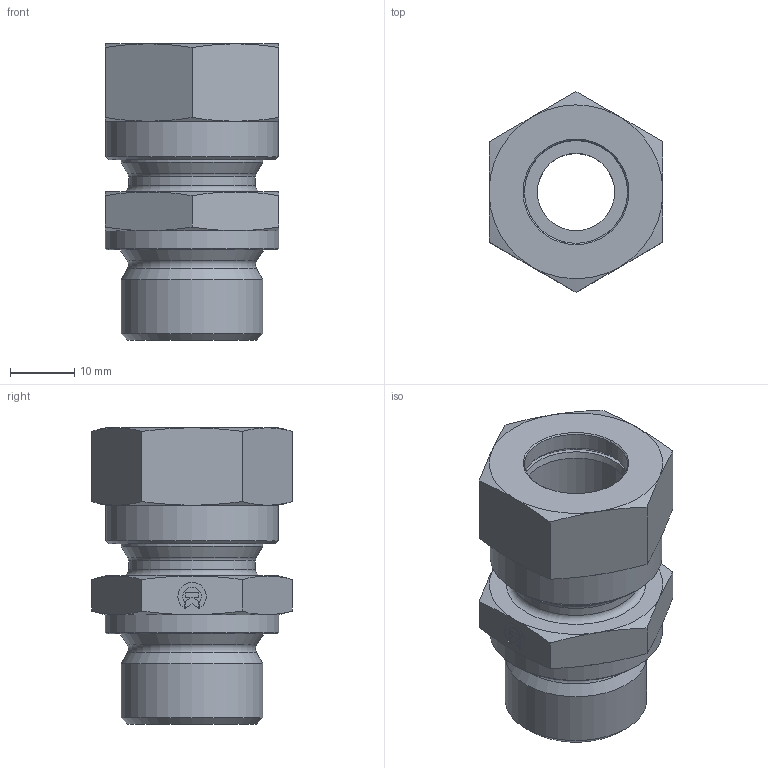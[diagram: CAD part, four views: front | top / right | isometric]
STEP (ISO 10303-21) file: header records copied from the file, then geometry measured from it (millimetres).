
FILE_DESCRIPTION((''),'2;1');
FILE_NAME('025162222.stp','2014-07-28T12:04:00',(''),('KNOMI spol. s r. o.'),'Autodesk Inventor 2012','Autodesk Inventor 2012','');
FILE_SCHEMA(('AUTOMOTIVE_DESIGN { 1 2 10303 214 0 1 1 1 }'));
Length unit declared in the file: millimetre
Products named in the file (4): PHAM2K Tr15/16 M22/M22; 015 16 2222; 40316; 3931622
Assembly tree (3 placements, depth 2):
  PHAM2K Tr15/16 M22/M22
    015 16 2222
    40316
    3931622
Bounding box: 27.01 x 31.18 x 46 mm (x, y, z)
Volume: 16650.2 mm3; surface area: 9802 mm2
Topology: 3 solids, 3 shells, 115 faces, 261 edges, 163 vertices
Faces by surface type: plane 53, cone 41, cylinder 16, torus 5
Full cylindrical faces by diameter (mm): 12 x1, 16 x3, 18.6 x1, 19.7 x1, 20 x1, 20.376 x1, 22 x2, 26.8 x1, 27 x1
Entity records: 3163 total; most frequent: CARTESIAN_POINT 594, DIRECTION 492, ORIENTED_EDGE 438, EDGE_CURVE 219, AXIS2_PLACEMENT_3D 197, EDGE_LOOP 164, VERTEX_POINT 153, STYLED_ITEM 118
